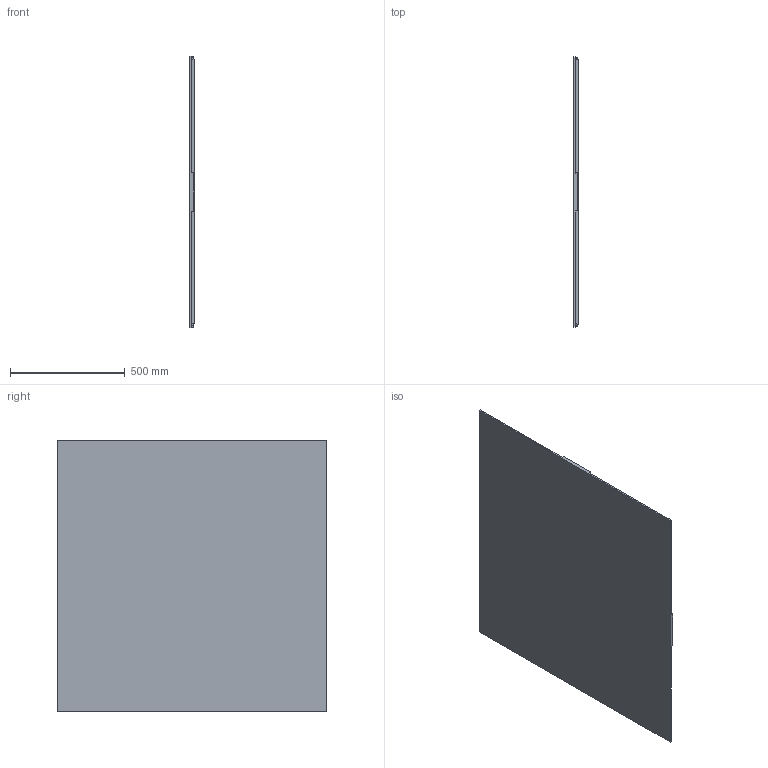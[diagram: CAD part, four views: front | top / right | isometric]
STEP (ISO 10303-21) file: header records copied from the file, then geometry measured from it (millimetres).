
FILE_DESCRIPTION(('CATIA V5 STEP Exchange'),'2;1');
FILE_NAME('BSF_V1_fond.stp','2018-11-01T10:42:29+00:00',('none'),('none'),'CATIA Version 5 Release 20 GA (IN-10)','CATIA V5 STEP AP203','none');
FILE_SCHEMA(('CONFIG_CONTROL_DESIGN'));
Length unit declared in the file: millimetre
Products named in the file (1): BSF_V1.0_Fond
Bounding box: 18 x 1173 x 1179 mm (x, y, z)
Volume: 23827109.4 mm3; surface area: 2894105.9 mm2
Topology: 1 solids, 1 shells, 118 faces, 336 edges, 224 vertices
Faces by surface type: plane 78, cylinder 40
Entity records: 3572 total; most frequent: ORIENTED_EDGE 672, CARTESIAN_POINT 633, DIRECTION 480, EDGE_CURVE 336, VECTOR 256, LINE 256, VERTEX_POINT 224, AXIS2_PLACEMENT_3D 153
